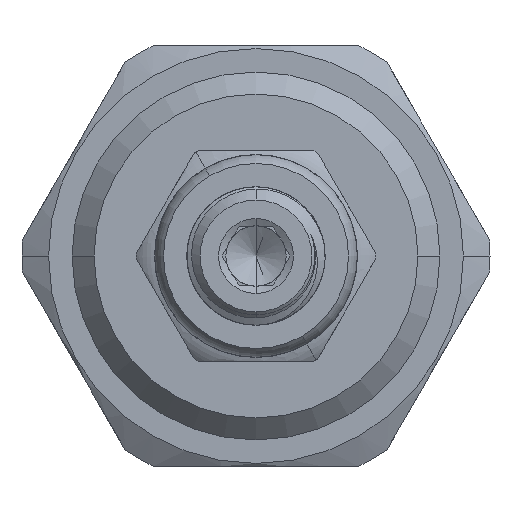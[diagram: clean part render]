
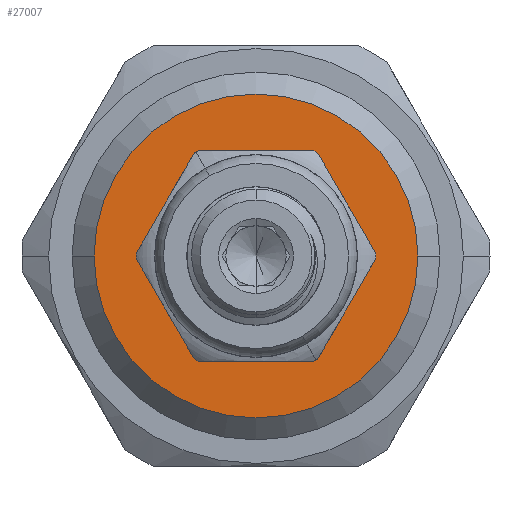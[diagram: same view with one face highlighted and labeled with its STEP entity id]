
A CAD part, left-side view. The second image highlights one B-rep face of the part: STEP entity #27007.
In plain terms, the highlighted planar face has unit normal (-1, 0, 0).
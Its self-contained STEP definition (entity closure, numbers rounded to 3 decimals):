
#35 = CARTESIAN_POINT ( 'NONE',  ( 0., -3.438, -5.954 ) ) ;
#1224 = CIRCLE ( 'NONE', #31180, 6.875 ) ;
#2110 = CARTESIAN_POINT ( 'NONE',  ( 0., 0., 0. ) ) ;
#2154 = CIRCLE ( 'NONE', #8870, 6.875 ) ;
#2582 = EDGE_CURVE ( 'NONE', #19472, #44642, #1224, .T. ) ;
#3445 = DIRECTION ( 'NONE',  ( 0., 1., 0. ) ) ;
#3559 = CARTESIAN_POINT ( 'NONE',  ( 0., 0., 0. ) ) ;
#4601 = DIRECTION ( 'NONE',  ( 0., 1., 0. ) ) ;
#6640 = DIRECTION ( 'NONE',  ( 0., -0.5, -0.866 ) ) ;
#6692 = VERTEX_POINT ( 'NONE', #17981 ) ;
#7047 = FACE_OUTER_BOUND ( 'NONE', #8016, .T. ) ;
#7286 = CARTESIAN_POINT ( 'NONE',  ( 0., 0., 0. ) ) ;
#8016 = EDGE_LOOP ( 'NONE', ( #9663, #40709 ) ) ;
#8870 = AXIS2_PLACEMENT_3D ( 'NONE', #2110, #39701, #19837 ) ;
#9663 = ORIENTED_EDGE ( 'NONE', *, *, #18298, .T. ) ;
#11929 = CIRCLE ( 'NONE', #49527, 11. ) ;
#12087 = CARTESIAN_POINT ( 'NONE',  ( 0., 3.437, 5.954 ) ) ;
#13906 = ORIENTED_EDGE ( 'NONE', *, *, #15770, .T. ) ;
#15113 = ORIENTED_EDGE ( 'NONE', *, *, #2582, .T. ) ;
#15770 = EDGE_CURVE ( 'NONE', #44642, #19472, #2154, .T. ) ;
#17295 = CARTESIAN_POINT ( 'NONE',  ( 0., -11., 0. ) ) ;
#17981 = CARTESIAN_POINT ( 'NONE',  ( 0., 11., 0. ) ) ;
#18298 = EDGE_CURVE ( 'NONE', #48460, #6692, #38055, .T. ) ;
#19472 = VERTEX_POINT ( 'NONE', #35 ) ;
#19837 = DIRECTION ( 'NONE',  ( 0., -0.5, -0.866 ) ) ;
#24554 = DIRECTION ( 'NONE',  ( 0., 1., 0. ) ) ;
#27007 = ADVANCED_FACE ( 'NONE', ( #29231, #7047 ), #38365, .T. ) ;
#29231 = FACE_BOUND ( 'NONE', #34122, .T. ) ;
#31180 = AXIS2_PLACEMENT_3D ( 'NONE', #52772, #31995, #6640 ) ;
#31995 = DIRECTION ( 'NONE',  ( 1., 0., 0. ) ) ;
#32566 = DIRECTION ( 'NONE',  ( -1., 0., 0. ) ) ;
#34122 = EDGE_LOOP ( 'NONE', ( #13906, #15113 ) ) ;
#36298 = DIRECTION ( 'NONE',  ( -1., 0., 0. ) ) ;
#38055 = CIRCLE ( 'NONE', #50473, 11. ) ;
#38365 = PLANE ( 'NONE',  #52001 ) ;
#38728 = CARTESIAN_POINT ( 'NONE',  ( 0., 0., 0. ) ) ;
#39701 = DIRECTION ( 'NONE',  ( 1., 0., 0. ) ) ;
#40709 = ORIENTED_EDGE ( 'NONE', *, *, #50859, .T. ) ;
#44642 = VERTEX_POINT ( 'NONE', #12087 ) ;
#48460 = VERTEX_POINT ( 'NONE', #17295 ) ;
#49527 = AXIS2_PLACEMENT_3D ( 'NONE', #3559, #32566, #24554 ) ;
#50473 = AXIS2_PLACEMENT_3D ( 'NONE', #7286, #36298, #3445 ) ;
#50859 = EDGE_CURVE ( 'NONE', #6692, #48460, #11929, .T. ) ;
#51285 = DIRECTION ( 'NONE',  ( -1., 0., 0. ) ) ;
#52001 = AXIS2_PLACEMENT_3D ( 'NONE', #38728, #51285, #4601 ) ;
#52772 = CARTESIAN_POINT ( 'NONE',  ( 0., 0., 0. ) ) ;
